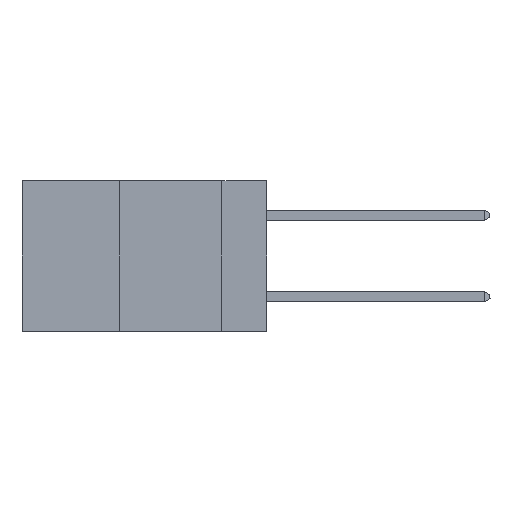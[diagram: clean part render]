
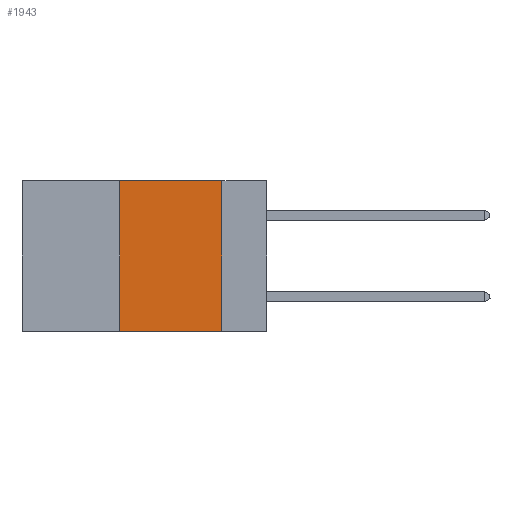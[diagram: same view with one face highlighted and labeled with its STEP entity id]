
A CAD part, left-side view. The second image highlights one B-rep face of the part: STEP entity #1943.
In plain terms, the highlighted planar face has unit normal (-1, 0, 0).
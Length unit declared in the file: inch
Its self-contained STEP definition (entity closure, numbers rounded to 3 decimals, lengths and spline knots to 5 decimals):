
#1216 = CARTESIAN_POINT ( 'NONE',  ( 0., 0.11, 0. ) ) ;
#1248 = DIRECTION ( 'NONE',  ( 0., 0., -1. ) ) ;
#1474 = CARTESIAN_POINT ( 'NONE',  ( 0., 0.36, 0. ) ) ;
#1499 = CARTESIAN_POINT ( 'NONE',  ( 0., 0.36, -0.37 ) ) ;
#1943 = ADVANCED_FACE ( 'NONE', ( #19883 ), #23048, .F. ) ;
#2215 = CARTESIAN_POINT ( 'NONE',  ( 0., 0.6, -0.37 ) ) ;
#2436 = DIRECTION ( 'NONE',  ( 0., -1., 0. ) ) ;
#3953 = CARTESIAN_POINT ( 'NONE',  ( 0., 0.36, 0. ) ) ;
#4466 = EDGE_LOOP ( 'NONE', ( #9286, #9733, #16362, #23839 ) ) ;
#4748 = EDGE_CURVE ( 'NONE', #11240, #10118, #18523, .T. ) ;
#5250 = EDGE_CURVE ( 'NONE', #11240, #14927, #7508, .T. ) ;
#5351 = DIRECTION ( 'NONE',  ( 0., 0., -1. ) ) ;
#5643 = VECTOR ( 'NONE', #2436, 39.37008 ) ;
#7508 = LINE ( 'NONE', #2215, #8169 ) ;
#7903 = LINE ( 'NONE', #8419, #5643 ) ;
#8169 = VECTOR ( 'NONE', #16488, 39.37008 ) ;
#8419 = CARTESIAN_POINT ( 'NONE',  ( 0., 0.6, 0. ) ) ;
#9286 = ORIENTED_EDGE ( 'NONE', *, *, #10324, .F. ) ;
#9645 = CARTESIAN_POINT ( 'NONE',  ( 0., 0.11, 0. ) ) ;
#9733 = ORIENTED_EDGE ( 'NONE', *, *, #15516, .F. ) ;
#9848 = VECTOR ( 'NONE', #1248, 39.37008 ) ;
#10118 = VERTEX_POINT ( 'NONE', #3953 ) ;
#10324 = EDGE_CURVE ( 'NONE', #15321, #14927, #12451, .T. ) ;
#11240 = VERTEX_POINT ( 'NONE', #1499 ) ;
#11270 = CARTESIAN_POINT ( 'NONE',  ( 0., 0.11, -0.37 ) ) ;
#12451 = LINE ( 'NONE', #9645, #9848 ) ;
#13399 = DIRECTION ( 'NONE',  ( 1., 0., 0. ) ) ;
#13670 = AXIS2_PLACEMENT_3D ( 'NONE', #18992, #13399, #5351 ) ;
#14927 = VERTEX_POINT ( 'NONE', #11270 ) ;
#15321 = VERTEX_POINT ( 'NONE', #1216 ) ;
#15516 = EDGE_CURVE ( 'NONE', #10118, #15321, #7903, .T. ) ;
#16362 = ORIENTED_EDGE ( 'NONE', *, *, #4748, .F. ) ;
#16488 = DIRECTION ( 'NONE',  ( 0., -1., 0. ) ) ;
#18523 = LINE ( 'NONE', #1474, #25272 ) ;
#18992 = CARTESIAN_POINT ( 'NONE',  ( 0., 0.6, 0. ) ) ;
#19883 = FACE_OUTER_BOUND ( 'NONE', #4466, .T. ) ;
#23048 = PLANE ( 'NONE',  #13670 ) ;
#23839 = ORIENTED_EDGE ( 'NONE', *, *, #5250, .T. ) ;
#24295 = DIRECTION ( 'NONE',  ( 0., 0., 1. ) ) ;
#25272 = VECTOR ( 'NONE', #24295, 39.37008 ) ;
